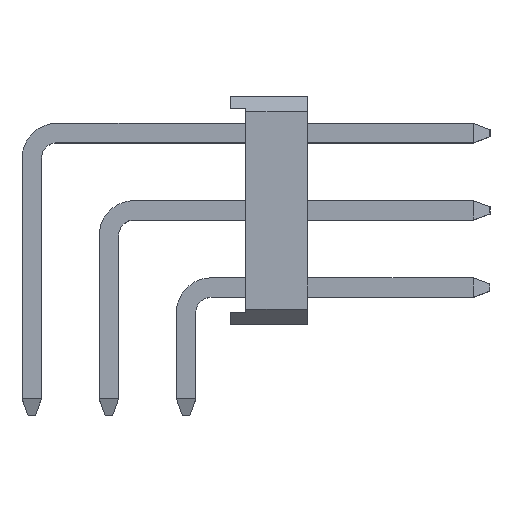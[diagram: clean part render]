
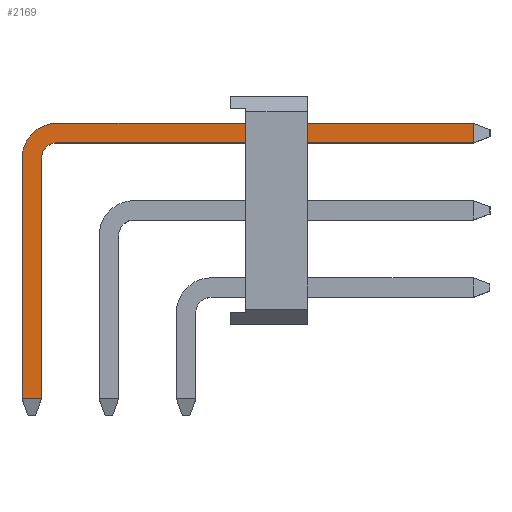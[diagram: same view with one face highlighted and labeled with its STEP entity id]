
A CAD part, top view. The second image highlights one B-rep face of the part: STEP entity #2169.
In plain terms, the highlighted face is planar.
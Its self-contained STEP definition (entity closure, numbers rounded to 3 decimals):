
#11 = VERTEX_POINT ( 'NONE', #1336 ) ;
#118 = AXIS2_PLACEMENT_3D ( 'NONE', #442, #411, #384 ) ;
#141 = DIRECTION ( 'NONE',  ( 1., 0., 0. ) ) ;
#167 = CARTESIAN_POINT ( 'NONE',  ( 0.32, 8.46, -0.64 ) ) ;
#314 = VERTEX_POINT ( 'NONE', #3001 ) ;
#384 = DIRECTION ( 'NONE',  ( 1., 0., 0. ) ) ;
#411 = DIRECTION ( 'NONE',  ( 0., 0., 1. ) ) ;
#442 = CARTESIAN_POINT ( 'NONE',  ( -0.83, 8.46, -0.64 ) ) ;
#461 = ORIENTED_EDGE ( 'NONE', *, *, #1332, .F. ) ;
#519 = VERTEX_POINT ( 'NONE', #3158 ) ;
#525 = AXIS2_PLACEMENT_3D ( 'NONE', #2920, #3030, #141 ) ;
#544 = VECTOR ( 'NONE', #2737, 1000. ) ;
#608 = ORIENTED_EDGE ( 'NONE', *, *, #2883, .F. ) ;
#644 = CARTESIAN_POINT ( 'NONE',  ( -0.82, 8.97, -0.64 ) ) ;
#676 = EDGE_CURVE ( 'NONE', #314, #1604, #699, .T. ) ;
#679 = DIRECTION ( 'NONE',  ( 1., 0., 0. ) ) ;
#699 = LINE ( 'NONE', #644, #1269 ) ;
#712 = VERTEX_POINT ( 'NONE', #2668 ) ;
#837 = ORIENTED_EDGE ( 'NONE', *, *, #676, .F. ) ;
#849 = FACE_OUTER_BOUND ( 'NONE', #1985, .T. ) ;
#880 = ORIENTED_EDGE ( 'NONE', *, *, #2248, .T. ) ;
#924 = EDGE_CURVE ( 'NONE', #712, #11, #1310, .T. ) ;
#938 = DIRECTION ( 'NONE',  ( 0., 1., 0. ) ) ;
#1026 = CARTESIAN_POINT ( 'NONE',  ( 0.32, 0.549, -0.64 ) ) ;
#1203 = ORIENTED_EDGE ( 'NONE', *, *, #1413, .F. ) ;
#1214 = VERTEX_POINT ( 'NONE', #1026 ) ;
#1241 = EDGE_CURVE ( 'NONE', #1604, #1768, #2590, .T. ) ;
#1252 = VERTEX_POINT ( 'NONE', #167 ) ;
#1269 = VECTOR ( 'NONE', #679, 1000. ) ;
#1310 = LINE ( 'NONE', #2972, #1491 ) ;
#1331 = DIRECTION ( 'NONE',  ( 0., 0., 1. ) ) ;
#1332 = EDGE_CURVE ( 'NONE', #1214, #1252, #2964, .T. ) ;
#1336 = CARTESIAN_POINT ( 'NONE',  ( -14.531, 9.61, -0.64 ) ) ;
#1377 = DIRECTION ( 'NONE',  ( -1., 0., 0. ) ) ;
#1413 = EDGE_CURVE ( 'NONE', #1768, #519, #3242, .T. ) ;
#1418 = DIRECTION ( 'NONE',  ( -1., 0., 0. ) ) ;
#1440 = AXIS2_PLACEMENT_3D ( 'NONE', #1529, #1331, #1610 ) ;
#1464 = CARTESIAN_POINT ( 'NONE',  ( 0.32, 0., -0.64 ) ) ;
#1470 = CARTESIAN_POINT ( 'NONE',  ( -0.32, 0., -0.64 ) ) ;
#1491 = VECTOR ( 'NONE', #1377, 1000. ) ;
#1502 = VECTOR ( 'NONE', #1418, 1000. ) ;
#1529 = CARTESIAN_POINT ( 'NONE',  ( -0.83, 8.46, -0.64 ) ) ;
#1604 = VERTEX_POINT ( 'NONE', #1960 ) ;
#1610 = DIRECTION ( 'NONE',  ( 1., 0., 0. ) ) ;
#1638 = ORIENTED_EDGE ( 'NONE', *, *, #1241, .F. ) ;
#1768 = VERTEX_POINT ( 'NONE', #2778 ) ;
#1795 = ORIENTED_EDGE ( 'NONE', *, *, #924, .F. ) ;
#1863 = DIRECTION ( 'NONE',  ( 0., -1., 0. ) ) ;
#1883 = LINE ( 'NONE', #2794, #544 ) ;
#1885 = CARTESIAN_POINT ( 'NONE',  ( -0.32, 0.549, -0.64 ) ) ;
#1886 = VECTOR ( 'NONE', #1863, 1000. ) ;
#1931 = EDGE_CURVE ( 'NONE', #1214, #519, #2836, .T. ) ;
#1960 = CARTESIAN_POINT ( 'NONE',  ( -0.82, 8.97, -0.64 ) ) ;
#1985 = EDGE_LOOP ( 'NONE', ( #461, #2618, #1203, #1638, #837, #880, #1795, #608 ) ) ;
#2099 = PLANE ( 'NONE',  #1440 ) ;
#2169 = ADVANCED_FACE ( 'NONE', ( #849 ), #2099, .F. ) ;
#2248 = EDGE_CURVE ( 'NONE', #314, #11, #1883, .T. ) ;
#2292 = VECTOR ( 'NONE', #938, 1000. ) ;
#2507 = CIRCLE ( 'NONE', #118, 1.15 ) ;
#2590 = CIRCLE ( 'NONE', #525, 0.5 ) ;
#2618 = ORIENTED_EDGE ( 'NONE', *, *, #1931, .T. ) ;
#2668 = CARTESIAN_POINT ( 'NONE',  ( -0.83, 9.61, -0.64 ) ) ;
#2737 = DIRECTION ( 'NONE',  ( 0., 1., 0. ) ) ;
#2778 = CARTESIAN_POINT ( 'NONE',  ( -0.32, 8.47, -0.64 ) ) ;
#2794 = CARTESIAN_POINT ( 'NONE',  ( -14.531, 9.61, -0.64 ) ) ;
#2836 = LINE ( 'NONE', #1885, #1502 ) ;
#2883 = EDGE_CURVE ( 'NONE', #1252, #712, #2507, .T. ) ;
#2920 = CARTESIAN_POINT ( 'NONE',  ( -0.82, 8.47, -0.64 ) ) ;
#2964 = LINE ( 'NONE', #1464, #2292 ) ;
#2972 = CARTESIAN_POINT ( 'NONE',  ( -0.83, 9.61, -0.64 ) ) ;
#3001 = CARTESIAN_POINT ( 'NONE',  ( -14.531, 8.97, -0.64 ) ) ;
#3030 = DIRECTION ( 'NONE',  ( 0., 0., -1. ) ) ;
#3158 = CARTESIAN_POINT ( 'NONE',  ( -0.32, 0.549, -0.64 ) ) ;
#3242 = LINE ( 'NONE', #1470, #1886 ) ;
